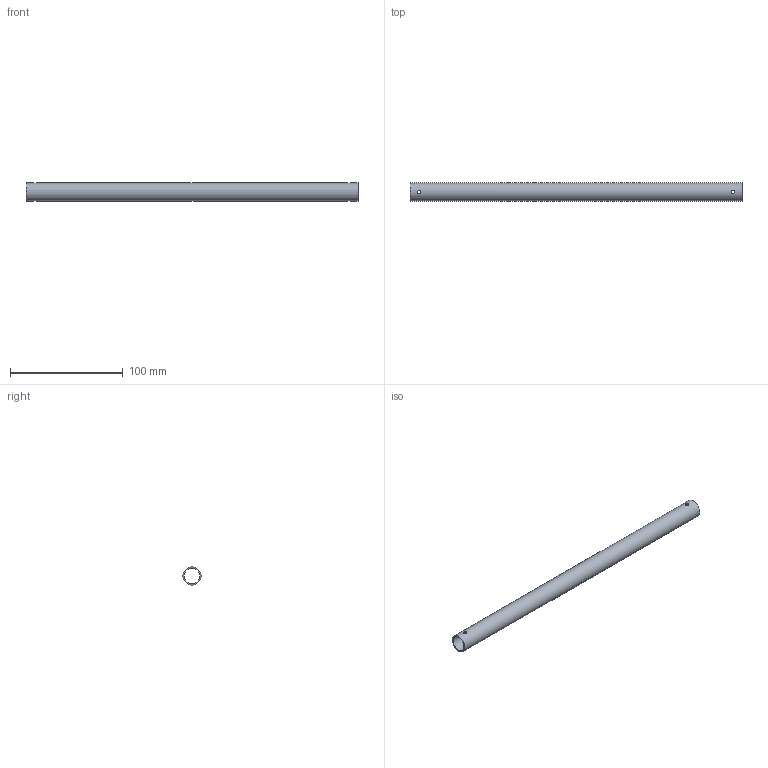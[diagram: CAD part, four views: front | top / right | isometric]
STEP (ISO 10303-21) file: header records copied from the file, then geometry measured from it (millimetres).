
FILE_DESCRIPTION(/* description */ (''),/* implementation_level */ '2;1');
FILE_NAME(/* name */ 'carban2_2.stp',/* time_stamp */ '2022-09-17T15:54:49+08:00',/* author */ (''),/* organization */ (''),/* preprocessor_version */ 'ST-DEVELOPER v14',/* originating_system */ 'SIEMENS PLM Software NX 8.0',/* authorisation */ '');
FILE_SCHEMA (('AUTOMOTIVE_DESIGN { 1 0 10303 214 3 1 1 1 }'));
Length unit declared in the file: millimetre
Products named in the file (1): ASUS09FCD14Ec2ks
Bounding box: 295 x 16 x 16 mm (x, y, z)
Volume: 13873.1 mm3; surface area: 27878.6 mm2
Topology: 1 solids, 1 shells, 8 faces, 26 edges, 16 vertices
Faces by surface type: cylinder 6, plane 2
Full cylindrical faces by diameter (mm): 3 x4, 14 x1, 16 x1
Entity records: 688 total; most frequent: CARTESIAN_POINT 489, DIRECTION 26, FACE_BOUND 24, EDGE_LOOP 24, ORIENTED_EDGE 24, AXIS2_PLACEMENT_3D 13, VERTEX_POINT 12, EDGE_CURVE 12
